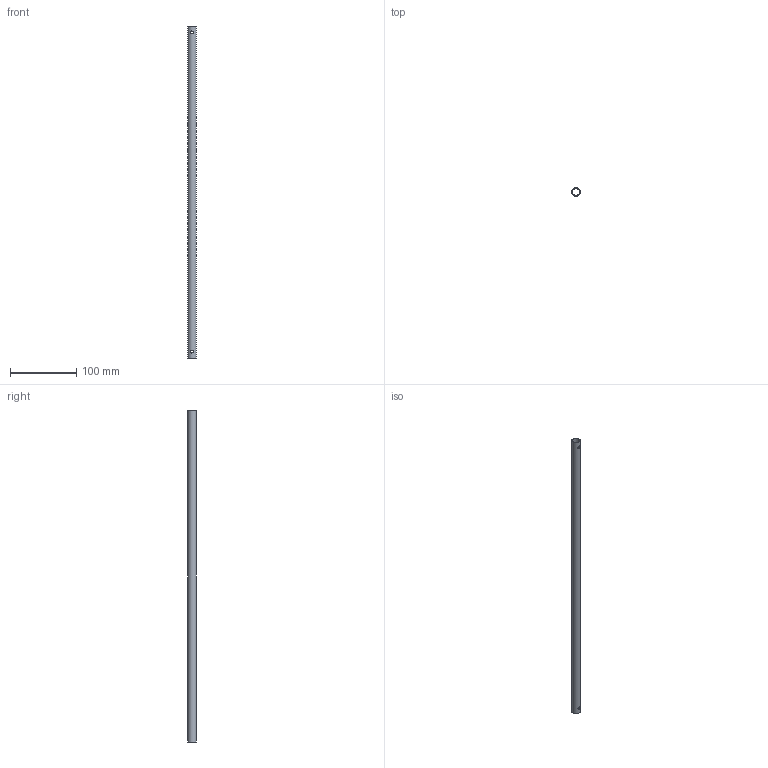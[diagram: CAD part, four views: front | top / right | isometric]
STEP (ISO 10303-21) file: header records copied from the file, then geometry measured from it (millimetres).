
FILE_DESCRIPTION(/* description */ (''),/* implementation_level */ '2;1');
FILE_NAME(/* name */ 'At-03 arm extention John v1 v1.step',/* time_stamp */ '2022-11-16T13:38:27Z',/* author */ (''),/* organization */ (''),/* preprocessor_version */ 'ST-DEVELOPER v19.2',/* originating_system */ 'Autodesk Translation Framework v11.17.0.187',/* authorisation */ '');
FILE_SCHEMA (('AUTOMOTIVE_DESIGN { 1 0 10303 214 3 1 1 }'));
Length unit declared in the file: millimetre
Products named in the file (1): At-03 arm extention John v1
Bounding box: 12.7 x 12.7 x 500 mm (x, y, z)
Volume: 16448 mm3; surface area: 37115.4 mm2
Topology: 1 solids, 1 shells, 8 faces, 18 edges, 12 vertices
Faces by surface type: cylinder 6, plane 2
Full cylindrical faces by diameter (mm): 4 x4, 10.922 x1, 12.7 x1
Entity records: 527 total; most frequent: CARTESIAN_POINT 303, ORIENTED_EDGE 36, DIRECTION 32, EDGE_LOOP 18, EDGE_CURVE 18, AXIS2_PLACEMENT_3D 13, VERTEX_POINT 12, FACE_BOUND 10
